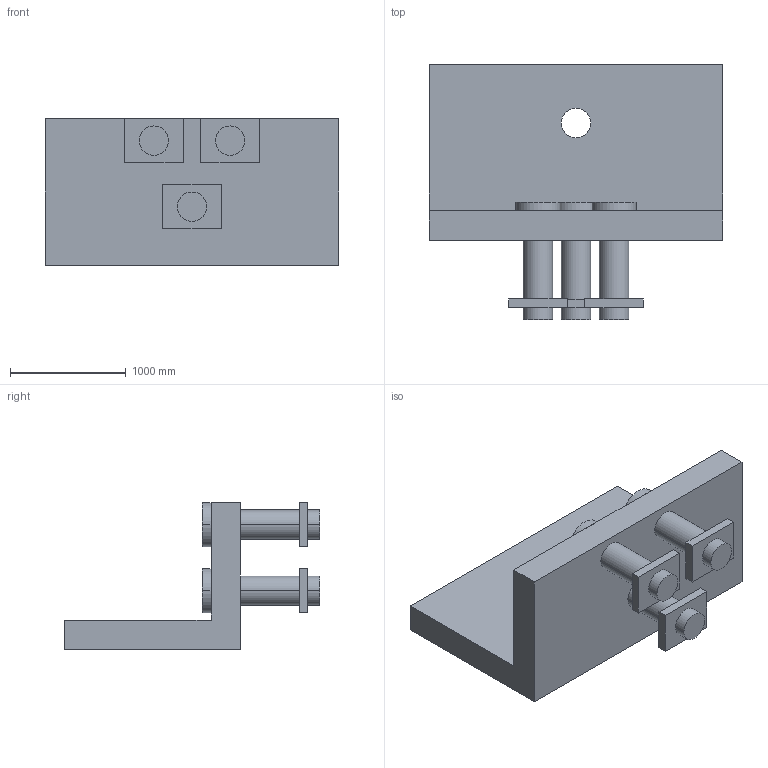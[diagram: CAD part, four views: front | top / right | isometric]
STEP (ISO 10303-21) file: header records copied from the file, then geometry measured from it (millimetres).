
FILE_DESCRIPTION((''),'2;1');
FILE_NAME('DM1_PE_ASM','2009-01-12T',('mmeadows'),(''),'PRO/ENGINEER BY PARAMETRIC TECHNOLOGY CORPORATION, 2008490','PRO/ENGINEER BY PARAMETRIC TECHNOLOGY CORPORATION, 2008490','');
FILE_SCHEMA(('AUTOMOTIVE_DESIGN { 1 0 10303 214 1 1 1 1 }'));
Length unit declared in the file: inch
Products named in the file (8): L-BRACKET; AMS_4928; BOLT; AMS_5613; NUT; AMS_5662; NBA_ASM; DM1_PE_ASM
Assembly tree (6 placements, depth 3):
  AMS_4928
  AMS_5613
  AMS_5662
  DM1_PE_ASM
    L-BRACKET
    NBA_ASM  x3
      BOLT
      NUT
Bounding box: 2540 x 2209.8 x 1270 mm (x, y, z)
Volume: 1788810265.8 mm3; surface area: 20542793.3 mm2
Topology: 7 solids, 7 shells, 61 faces, 132 edges, 88 vertices
Faces by surface type: plane 35, cylinder 26
Entity records: 1553 total; most frequent: DIRECTION 188, CARTESIAN_POINT 178, ORIENTED_EDGE 144, PRESENTATION_STYLE_ASSIGNMENT 75, STYLED_ITEM 75, CURVE_STYLE 72, AXIS2_PLACEMENT_3D 72, EDGE_CURVE 72
